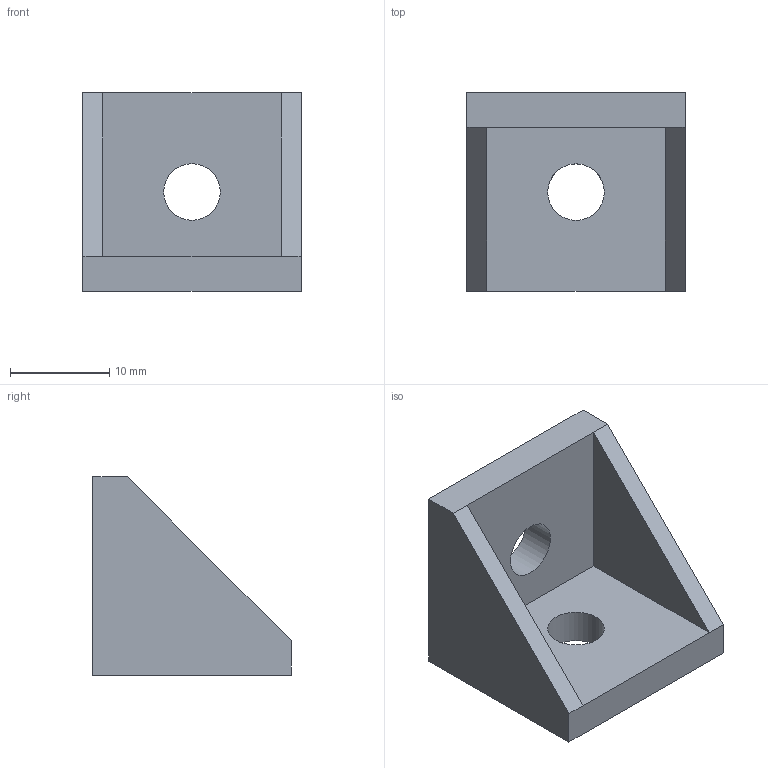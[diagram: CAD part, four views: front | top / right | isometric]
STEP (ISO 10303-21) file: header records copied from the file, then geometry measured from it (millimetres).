
FILE_DESCRIPTION(/* description */ (''),/* implementation_level */ '2;1');
FILE_NAME(/* name */ 'Gusseted 2020 corner bracket v2.step',/* time_stamp */ '2021-12-07T22:23:54-05:00',/* author */ (''),/* organization */ (''),/* preprocessor_version */ 'ST-DEVELOPER v18.1',/* originating_system */ 'Autodesk Translation Framework v10.10.0.1391',/* authorisation */ '');
FILE_SCHEMA (('AUTOMOTIVE_DESIGN { 1 0 10303 214 3 1 1 }'));
Length unit declared in the file: millimetre
Products named in the file (1): Gusseted 2020 corner bracket
Bounding box: 22 x 20 x 20 mm (x, y, z)
Volume: 3176.4 mm3; surface area: 2544.6 mm2
Topology: 1 solids, 1 shells, 14 faces, 32 edges, 20 vertices
Faces by surface type: plane 12, cylinder 2
Full cylindrical faces by diameter (mm): 5.7 x2
Entity records: 429 total; most frequent: CARTESIAN_POINT 67, DIRECTION 66, ORIENTED_EDGE 64, EDGE_CURVE 32, LINE 28, VECTOR 28, VERTEX_POINT 20, AXIS2_PLACEMENT_3D 19
